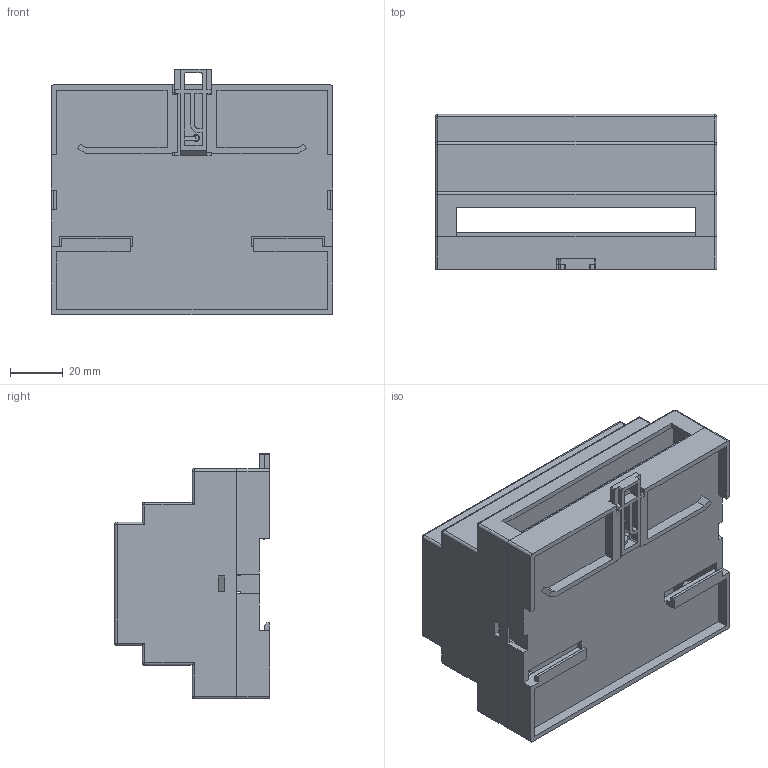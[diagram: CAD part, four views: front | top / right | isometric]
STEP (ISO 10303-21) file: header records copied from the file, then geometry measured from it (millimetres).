
FILE_DESCRIPTION (( 'STEP AP203' ), '1' );
FILE_NAME ('White.STEP', '2021-03-20T23:22:17', ( '' ), ( '' ), 'SwSTEP 2.0', 'SolidWorks 2020', '' );
FILE_SCHEMA (( 'CONFIG_CONTROL_DESIGN' ));
Length unit declared in the file: millimetre
Products named in the file (4): White; Base; Cover; Clip1
Assembly tree (3 placements, depth 2):
  White
    Base
    Cover
    Clip1
Bounding box: 107 x 59 x 93.5 mm (x, y, z)
Volume: 67078.6 mm3; surface area: 77837.3 mm2
Topology: 3 solids, 3 shells, 308 faces, 845 edges, 538 vertices
Faces by surface type: plane 226, cylinder 70, sphere 12
Entity records: 9981 total; most frequent: CARTESIAN_POINT 1709, ORIENTED_EDGE 1666, DIRECTION 1579, EDGE_CURVE 833, LINE 699, VECTOR 699, VERTEX_POINT 538, AXIS2_PLACEMENT_3D 440
